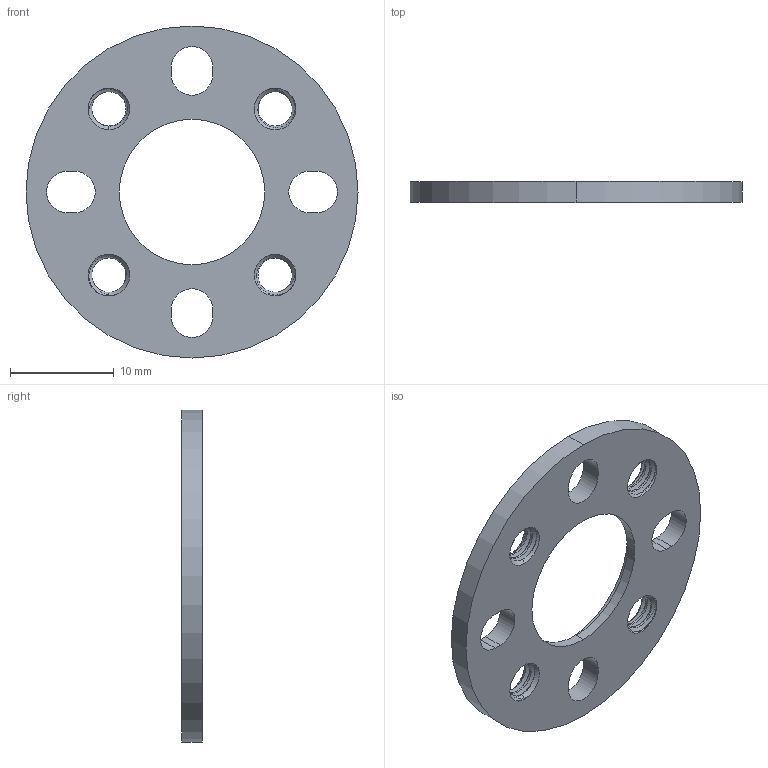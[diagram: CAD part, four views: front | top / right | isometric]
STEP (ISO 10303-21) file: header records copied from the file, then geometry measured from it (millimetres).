
FILE_DESCRIPTION (( 'STEP AP203' ), '1' );
FILE_NAME ('1504-0032-0020.STEP', '2018-06-19T14:53:40', ( '' ), ( '' ), 'SwSTEP 2.0', 'SolidWorks 2016', '' );
FILE_SCHEMA (( 'CONFIG_CONTROL_DESIGN' ));
Length unit declared in the file: millimetre
Products named in the file (1): 1504-0032-0020
Bounding box: 31.95 x 2 x 31.95 mm (x, y, z)
Volume: 1041.9 mm3; surface area: 1622.8 mm2
Topology: 1 solids, 1 shells, 111 faces, 302 edges, 194 vertices
Faces by surface type: cylinder 66, cone 26, plane 11, bspline 8
Entity records: 12911 total; most frequent: CARTESIAN_POINT 10292, ORIENTED_EDGE 604, DIRECTION 468, EDGE_CURVE 302, VERTEX_POINT 194, AXIS2_PLACEMENT_3D 184, EDGE_LOOP 130, ADVANCED_FACE 111
